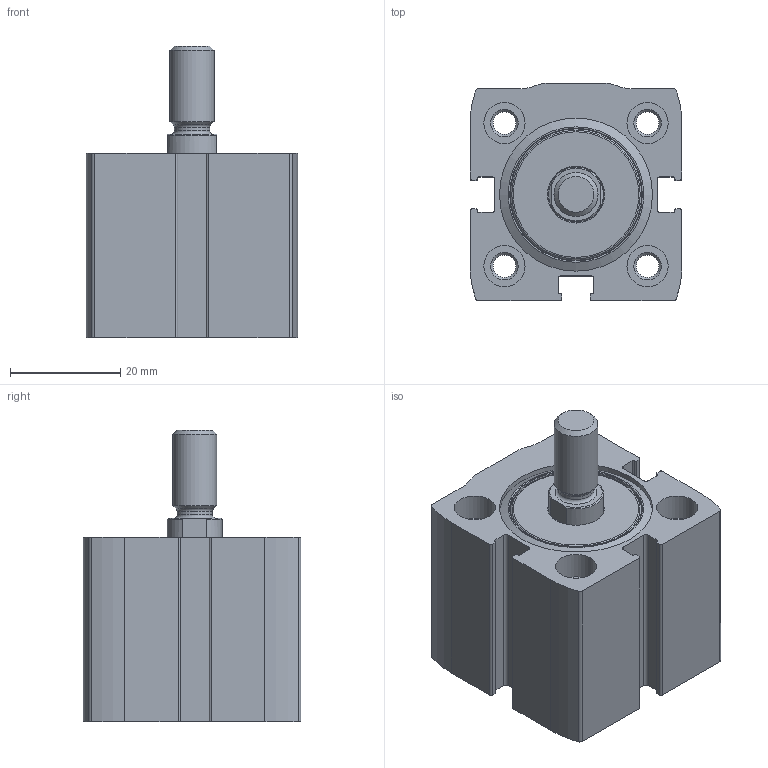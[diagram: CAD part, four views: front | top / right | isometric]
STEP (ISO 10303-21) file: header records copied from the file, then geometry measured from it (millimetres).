
FILE_DESCRIPTION(/* description */ ('STEP AP214'),/* implementation_level */ '2;1');
FILE_NAME(/* name */ '8142827_ADN-S-25-10-A-P-A-F1A',/* time_stamp */ '2024-08-01T18:06:49+02:00',/* author */ ('License CC BY-ND 4.0'),/* organization */ ('CADENAS'),/* preprocessor_version */ 'ST-DEVELOPER v19.3',/* originating_system */ 'PARTsolutions',/* authorisation */ ' ');
FILE_SCHEMA (('AUTOMOTIVE_DESIGN {1 0 10303 214 3 1 1}'));
Length unit declared in the file: millimetre
Products named in the file (3): 8142827 ADN-S-25-10-A-P-A-F1A---(0_high); 8084711 ADN-S-25-10-A-P-A---(high_H); 8084711 ADN-S-25-10-A-P-A---(high_P)
Assembly tree (2 placements, depth 2):
  8142827 ADN-S-25-10-A-P-A-F1A---(0_high)
    8084711 ADN-S-25-10-A-P-A---(high_H)
    8084711 ADN-S-25-10-A-P-A---(high_P)
Bounding box: 38.5 x 39.5 x 53 mm (x, y, z)
Volume: 40624 mm3; surface area: 16588.5 mm2
Topology: 2 solids, 2 shells, 133 faces, 321 edges, 207 vertices
Faces by surface type: cylinder 57, plane 53, cone 18, torus 5
Full cylindrical faces by diameter (mm): 4.134 x6, 6.4 x1, 7.5 x8, 8 x1, 10 x2, 25 x2, 27.8 x1
Entity records: 3773 total; most frequent: DIRECTION 684, CARTESIAN_POINT 630, ORIENTED_EDGE 554, EDGE_CURVE 277, AXIS2_PLACEMENT_3D 275, VERTEX_POINT 205, EDGE_LOOP 198, FACE_BOUND 198
